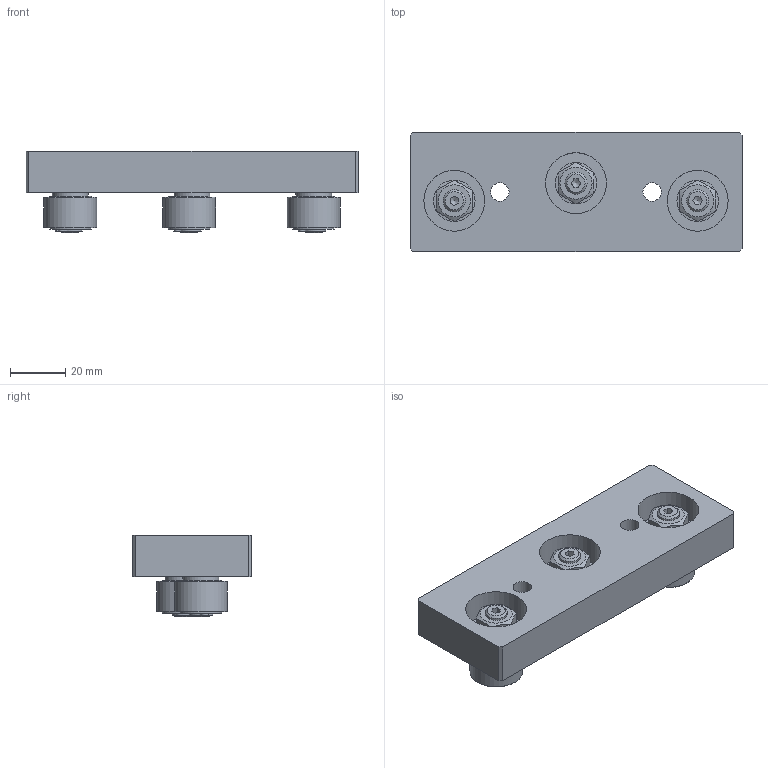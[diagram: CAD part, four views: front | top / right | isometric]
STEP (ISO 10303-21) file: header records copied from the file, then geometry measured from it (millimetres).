
FILE_DESCRIPTION(/* description */ ('CARRO IL43 3 ROT. CIL. L=120'),/* implementation_level */ '2;1');
FILE_NAME(/* name */ 'DM60CA0015-A.stp',/* time_stamp */ '2022-07-28T15:07:58+02:00',/* author */ ('tecnico2.vi'),/* organization */ (''),/* preprocessor_version */ 'ST-DEVELOPER v18.1',/* originating_system */ 'Autodesk Inventor 2022',/* authorisation */ '');
FILE_SCHEMA (('AUTOMOTIVE_DESIGN { 1 0 10303 214 3 1 1 }'));
Length unit declared in the file: millimetre
Products named in the file (10): DM60CA0015-A; DM70CT0071-A; DM23.519.00C; DM70PRR0022-A; DM23.519.00E; DM70PRR0023-A; DM80CUNATR6; 80AE00006; 80MTZ0004-A; CDDDE0000044
Assembly tree (16 placements, depth 3):
  DM60CA0015-A
    DM70CT0071-A
    DM23.519.00C  x2
      DM70PRR0022-A
      DM80CUNATR6
      80AE00006
    DM23.519.00E
      DM70PRR0023-A
      DM80CUNATR6
      80AE00006
    80MTZ0004-A  x3
    CDDDE0000044  x3
Bounding box: 120 x 43 x 29.5 mm (x, y, z)
Volume: 79268 mm3; surface area: 28023.7 mm2
Topology: 16 solids, 16 shells, 240 faces, 528 edges, 347 vertices
Faces by surface type: plane 109, cylinder 86, cone 27, torus 18
Full cylindrical faces by diameter (mm): 1.15 x6, 5.7 x3, 6 x9, 6.647 x5, 8 x6, 8.2 x3, 8.4 x6, 8.402 x6, 13 x3, 15 x9, 19 x3, 22 x3
Entity records: 3675 total; most frequent: CARTESIAN_POINT 641, DIRECTION 613, ORIENTED_EDGE 512, EDGE_CURVE 256, AXIS2_PLACEMENT_3D 251, VERTEX_POINT 171, EDGE_LOOP 153, FACE_OUTER_BOUND 116
